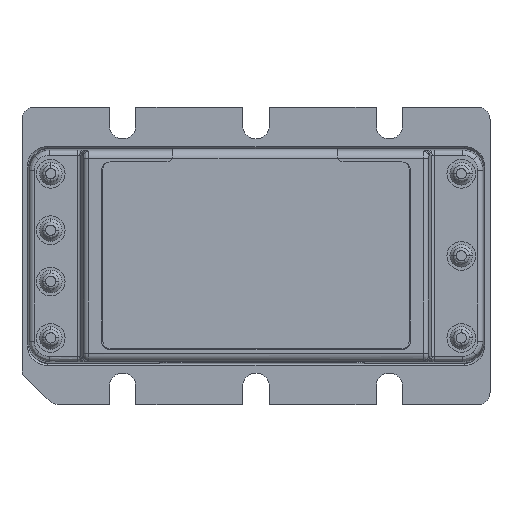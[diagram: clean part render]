
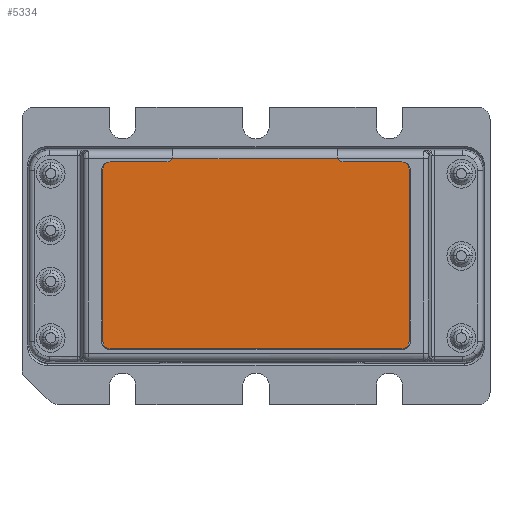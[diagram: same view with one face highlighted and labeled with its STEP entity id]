
A CAD part, top view. The second image highlights one B-rep face of the part: STEP entity #5334.
In plain terms, the highlighted planar face has unit normal (0, 0, 1).
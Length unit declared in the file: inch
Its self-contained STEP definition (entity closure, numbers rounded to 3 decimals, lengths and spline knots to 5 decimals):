
#29 = VECTOR ( 'NONE', #6585, 39.37008 ) ;
#30 = VECTOR ( 'NONE', #6628, 39.37008 ) ;
#31 = VECTOR ( 'NONE', #6619, 39.37008 ) ;
#32 = AXIS2_PLACEMENT_3D ( 'NONE', #6588, #6589, #6590 ) ;
#34 = AXIS2_PLACEMENT_3D ( 'NONE', #6579, #6580, #6581 ) ;
#39 = CIRCLE ( 'NONE', #32, 0.035 ) ;
#47 = AXIS2_PLACEMENT_3D ( 'NONE', #6622, #6623, #6624 ) ;
#50 = CIRCLE ( 'NONE', #47, 0.035 ) ;
#59 = VECTOR ( 'NONE', #6603, 39.37008 ) ;
#60 = CIRCLE ( 'NONE', #138, 0.035 ) ;
#74 = AXIS2_PLACEMENT_3D ( 'NONE', #6613, #6614, #6615 ) ;
#80 = CIRCLE ( 'NONE', #34, 0.035 ) ;
#103 = CIRCLE ( 'NONE', #74, 0.035 ) ;
#108 = AXIS2_PLACEMENT_3D ( 'NONE', #6597, #6598, #6599 ) ;
#120 = VECTOR ( 'NONE', #6594, 39.37008 ) ;
#138 = AXIS2_PLACEMENT_3D ( 'NONE', #6604, #6605, #6606 ) ;
#139 = CIRCLE ( 'NONE', #108, 0.035 ) ;
#141 = VECTOR ( 'NONE', #6626, 39.37008 ) ;
#680 = VERTEX_POINT ( 'NONE', #9898 ) ;
#681 = VERTEX_POINT ( 'NONE', #9897 ) ;
#682 = VERTEX_POINT ( 'NONE', #9896 ) ;
#683 = VERTEX_POINT ( 'NONE', #9895 ) ;
#684 = VERTEX_POINT ( 'NONE', #9894 ) ;
#685 = VERTEX_POINT ( 'NONE', #9893 ) ;
#686 = VERTEX_POINT ( 'NONE', #9892 ) ;
#687 = VERTEX_POINT ( 'NONE', #9891 ) ;
#688 = VERTEX_POINT ( 'NONE', #9890 ) ;
#689 = VERTEX_POINT ( 'NONE', #9889 ) ;
#690 = VERTEX_POINT ( 'NONE', #9888 ) ;
#691 = VERTEX_POINT ( 'NONE', #9887 ) ;
#788 = ORIENTED_EDGE ( 'NONE', *, *, #7934, .T. ) ;
#789 = ORIENTED_EDGE ( 'NONE', *, *, #7932, .T. ) ;
#790 = ORIENTED_EDGE ( 'NONE', *, *, #7927, .T. ) ;
#791 = ORIENTED_EDGE ( 'NONE', *, *, #7923, .T. ) ;
#792 = ORIENTED_EDGE ( 'NONE', *, *, #7919, .T. ) ;
#793 = ORIENTED_EDGE ( 'NONE', *, *, #7914, .T. ) ;
#794 = ORIENTED_EDGE ( 'NONE', *, *, #7910, .T. ) ;
#795 = ORIENTED_EDGE ( 'NONE', *, *, #7955, .T. ) ;
#796 = ORIENTED_EDGE ( 'NONE', *, *, #7943, .T. ) ;
#797 = ORIENTED_EDGE ( 'NONE', *, *, #7952, .T. ) ;
#798 = ORIENTED_EDGE ( 'NONE', *, *, #7957, .F. ) ;
#799 = ORIENTED_EDGE ( 'NONE', *, *, #7947, .T. ) ;
#3128 = EDGE_LOOP ( 'NONE', ( #798, #796, #799, #797, #795, #794, #793, #792, #791, #790, #789, #788 ) ) ;
#3536 = FACE_OUTER_BOUND ( 'NONE', #3128, .T. ) ;
#3973 = PLANE ( 'NONE',  #9142 ) ;
#3974 = CARTESIAN_POINT ( 'NONE',  ( 0.4295, 0.37758, 0.509 ) ) ;
#3975 = DIRECTION ( 'NONE',  ( 0., 0., 1. ) ) ;
#3976 = DIRECTION ( 'NONE',  ( -1., 0., 0. ) ) ;
#5334 = ADVANCED_FACE ( 'NONE', ( #3536 ), #3973, .T. ) ;
#5646 = LINE ( 'NONE', #6584, #29 ) ;
#5649 = LINE ( 'NONE', #6593, #120 ) ;
#5652 = LINE ( 'NONE', #6602, #59 ) ;
#5655 = LINE ( 'NONE', #6618, #31 ) ;
#5657 = LINE ( 'NONE', #6625, #141 ) ;
#5658 = LINE ( 'NONE', #6627, #30 ) ;
#6579 = CARTESIAN_POINT ( 'NONE',  ( 0.4295, -0.46242, 0.509 ) ) ;
#6580 = DIRECTION ( 'NONE',  ( 0., 0., 1. ) ) ;
#6581 = DIRECTION ( 'NONE',  ( 1., 0., 0. ) ) ;
#6584 = CARTESIAN_POINT ( 'NONE',  ( 1.8505, -0.49742, 0.509 ) ) ;
#6585 = DIRECTION ( 'NONE',  ( 1., 0., 0. ) ) ;
#6588 = CARTESIAN_POINT ( 'NONE',  ( 1.8505, -0.46242, 0.509 ) ) ;
#6589 = DIRECTION ( 'NONE',  ( 0., 0., 1. ) ) ;
#6590 = DIRECTION ( 'NONE',  ( 1., 0., 0. ) ) ;
#6593 = CARTESIAN_POINT ( 'NONE',  ( 1.8855, 0.37758, 0.509 ) ) ;
#6594 = DIRECTION ( 'NONE',  ( 0., 1., 0. ) ) ;
#6597 = CARTESIAN_POINT ( 'NONE',  ( 1.8505, 0.37758, 0.509 ) ) ;
#6598 = DIRECTION ( 'NONE',  ( 0., 0., 1. ) ) ;
#6599 = DIRECTION ( 'NONE',  ( 1., 0., 0. ) ) ;
#6602 = CARTESIAN_POINT ( 'NONE',  ( 1.8505, 0.41258, 0.509 ) ) ;
#6603 = DIRECTION ( 'NONE',  ( -1., 0., 0. ) ) ;
#6604 = CARTESIAN_POINT ( 'NONE',  ( 1.5705, 0.44758, 0.509 ) ) ;
#6605 = DIRECTION ( 'NONE',  ( 0., 0., -1. ) ) ;
#6606 = DIRECTION ( 'NONE',  ( -1., 0., 0. ) ) ;
#6613 = CARTESIAN_POINT ( 'NONE',  ( 0.7005, 0.44758, 0.509 ) ) ;
#6614 = DIRECTION ( 'NONE',  ( 0., 0., -1. ) ) ;
#6615 = DIRECTION ( 'NONE',  ( 1., 0., 0. ) ) ;
#6618 = CARTESIAN_POINT ( 'NONE',  ( 0.7005, 0.41258, 0.509 ) ) ;
#6619 = DIRECTION ( 'NONE',  ( -1., 0., 0. ) ) ;
#6622 = CARTESIAN_POINT ( 'NONE',  ( 0.4295, 0.37758, 0.509 ) ) ;
#6623 = DIRECTION ( 'NONE',  ( 0., 0., 1. ) ) ;
#6624 = DIRECTION ( 'NONE',  ( -1., 0., 0. ) ) ;
#6625 = CARTESIAN_POINT ( 'NONE',  ( 0.3945, 0.37758, 0.509 ) ) ;
#6626 = DIRECTION ( 'NONE',  ( 0., -1., 0. ) ) ;
#6627 = CARTESIAN_POINT ( 'NONE',  ( 0.4295, 0.4292, 0.509 ) ) ;
#6628 = DIRECTION ( 'NONE',  ( 1., 0., 0. ) ) ;
#7910 = EDGE_CURVE ( 'NONE', #680, #681, #80, .T. ) ;
#7914 = EDGE_CURVE ( 'NONE', #681, #682, #5646, .T. ) ;
#7919 = EDGE_CURVE ( 'NONE', #682, #683, #39, .T. ) ;
#7923 = EDGE_CURVE ( 'NONE', #683, #684, #5649, .T. ) ;
#7927 = EDGE_CURVE ( 'NONE', #684, #685, #139, .T. ) ;
#7932 = EDGE_CURVE ( 'NONE', #685, #686, #5652, .T. ) ;
#7934 = EDGE_CURVE ( 'NONE', #686, #687, #60, .T. ) ;
#7943 = EDGE_CURVE ( 'NONE', #688, #689, #103, .T. ) ;
#7947 = EDGE_CURVE ( 'NONE', #689, #690, #5655, .T. ) ;
#7952 = EDGE_CURVE ( 'NONE', #690, #691, #50, .T. ) ;
#7955 = EDGE_CURVE ( 'NONE', #691, #680, #5657, .T. ) ;
#7957 = EDGE_CURVE ( 'NONE', #688, #687, #5658, .T. ) ;
#9142 = AXIS2_PLACEMENT_3D ( 'NONE', #3974, #3975, #3976 ) ;
#9887 = CARTESIAN_POINT ( 'NONE',  ( 0.3945, 0.37758, 0.509 ) ) ;
#9888 = CARTESIAN_POINT ( 'NONE',  ( 0.4295, 0.41258, 0.509 ) ) ;
#9889 = CARTESIAN_POINT ( 'NONE',  ( 0.7005, 0.41258, 0.509 ) ) ;
#9890 = CARTESIAN_POINT ( 'NONE',  ( 0.73029, 0.4292, 0.509 ) ) ;
#9891 = CARTESIAN_POINT ( 'NONE',  ( 1.54071, 0.4292, 0.509 ) ) ;
#9892 = CARTESIAN_POINT ( 'NONE',  ( 1.5705, 0.41258, 0.509 ) ) ;
#9893 = CARTESIAN_POINT ( 'NONE',  ( 1.8505, 0.41258, 0.509 ) ) ;
#9894 = CARTESIAN_POINT ( 'NONE',  ( 1.8855, 0.37758, 0.509 ) ) ;
#9895 = CARTESIAN_POINT ( 'NONE',  ( 1.8855, -0.46242, 0.509 ) ) ;
#9896 = CARTESIAN_POINT ( 'NONE',  ( 1.8505, -0.49742, 0.509 ) ) ;
#9897 = CARTESIAN_POINT ( 'NONE',  ( 0.4295, -0.49742, 0.509 ) ) ;
#9898 = CARTESIAN_POINT ( 'NONE',  ( 0.3945, -0.46242, 0.509 ) ) ;
